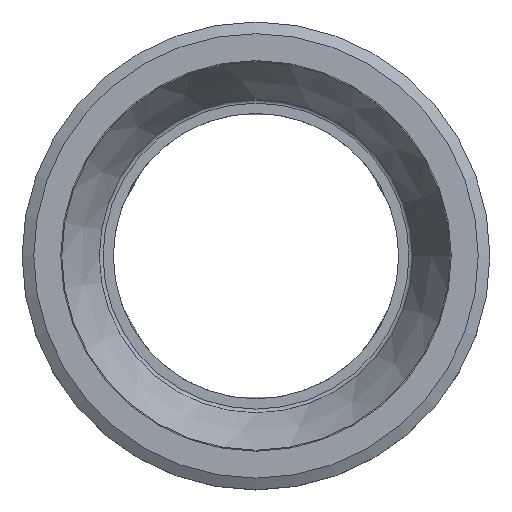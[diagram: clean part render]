
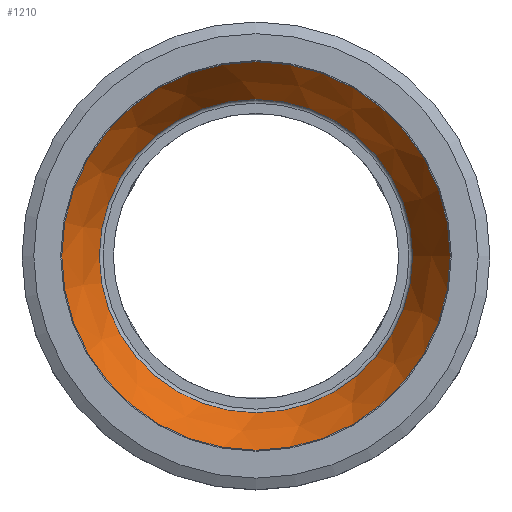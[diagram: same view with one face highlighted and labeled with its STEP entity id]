
A CAD part, top view. The second image highlights one B-rep face of the part: STEP entity #1210.
In plain terms, the highlighted conical face has half-angle 30 degrees and reference radius 16.75 mm.
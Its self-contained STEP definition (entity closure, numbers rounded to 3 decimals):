
#36=CONICAL_SURFACE('',#1337,16.75,0.524);
#274=ORIENTED_EDGE('',*,*,#477,.F.);
#275=ORIENTED_EDGE('',*,*,#444,.F.);
#444=EDGE_CURVE('',#556,#556,#630,.T.);
#477=EDGE_CURVE('',#576,#576,#650,.T.);
#556=VERTEX_POINT('',#1829);
#576=VERTEX_POINT('',#1903);
#630=CIRCLE('',#1298,20.758);
#650=CIRCLE('',#1336,16.75);
#698=EDGE_LOOP('',(#274));
#699=EDGE_LOOP('',(#275));
#766=FACE_BOUND('',#698,.T.);
#767=FACE_BOUND('',#699,.T.);
#1210=ADVANCED_FACE('',(#766,#767),#36,.F.);
#1298=AXIS2_PLACEMENT_3D('',#1828,#1503,#1504);
#1336=AXIS2_PLACEMENT_3D('',#1902,#1591,#1592);
#1337=AXIS2_PLACEMENT_3D('',#1904,#1593,#1594);
#1503=DIRECTION('',(0.,0.,-1.));
#1504=DIRECTION('',(-1.,0.,0.));
#1591=DIRECTION('',(0.,0.,1.));
#1592=DIRECTION('',(1.,0.,0.));
#1593=DIRECTION('',(0.,0.,1.));
#1594=DIRECTION('',(1.,0.,0.));
#1828=CARTESIAN_POINT('',(0.,0.,14.35));
#1829=CARTESIAN_POINT('',(-20.758,0.,14.35));
#1902=CARTESIAN_POINT('',(0.,0.,7.408));
#1903=CARTESIAN_POINT('',(16.75,0.,7.408));
#1904=CARTESIAN_POINT('',(0.,0.,7.408));
